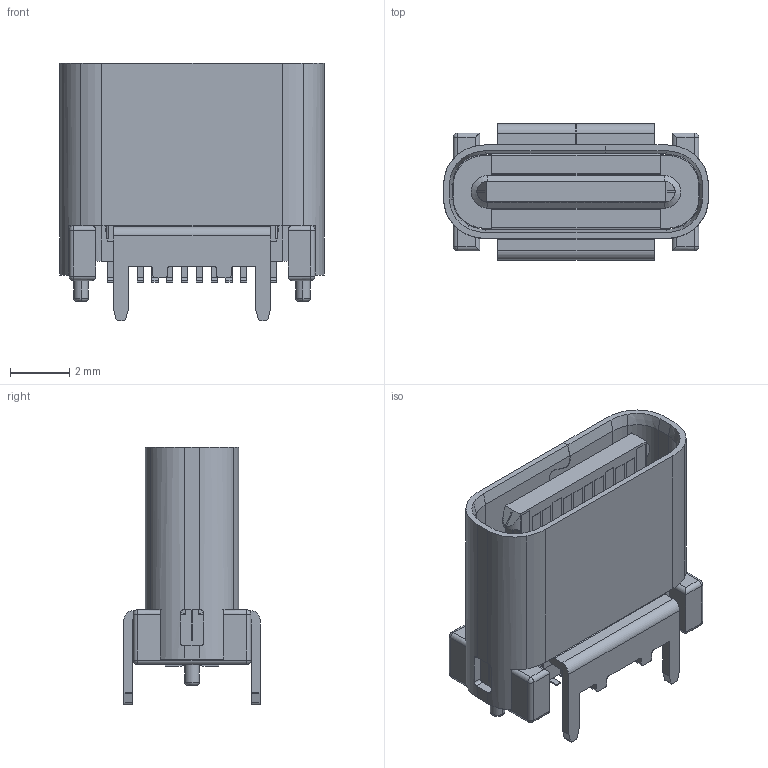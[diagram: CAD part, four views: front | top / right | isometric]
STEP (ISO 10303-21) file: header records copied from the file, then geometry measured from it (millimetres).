
FILE_DESCRIPTION(('STEP AP242'),'1');
FILE_NAME('632722110112.stp','2023-05-04T14:44:18',('TraceParts'),('TraceParts S.A.'),'Spatial InterOp 3D',' ',' ');
FILE_SCHEMA(('AP242_MANAGED_MODEL_BASED_3D_ENGINEERING_MIM_LF {1 0 10303 442 1 1 4}'));
Length unit declared in the file: millimetre
Products named in the file (1): 632722110112_1
Bounding box: 8.94 x 4.6 x 8.71 mm (x, y, z)
Volume: 124.6 mm3; surface area: 1053.5 mm2
Topology: 30 solids, 30 shells, 1616 faces, 4507 edges, 2846 vertices
Faces by surface type: plane 1114, cylinder 384, bspline 96, cone 10, sphere 8, torus 4
Entity records: 56509 total; most frequent: CARTESIAN_POINT 10395, ORIENTED_EDGE 8998, DIRECTION 8121, EDGE_CURVE 4499, LINE 3489, VECTOR 3489, VERTEX_POINT 2846, AXIS2_PLACEMENT_3D 2316
